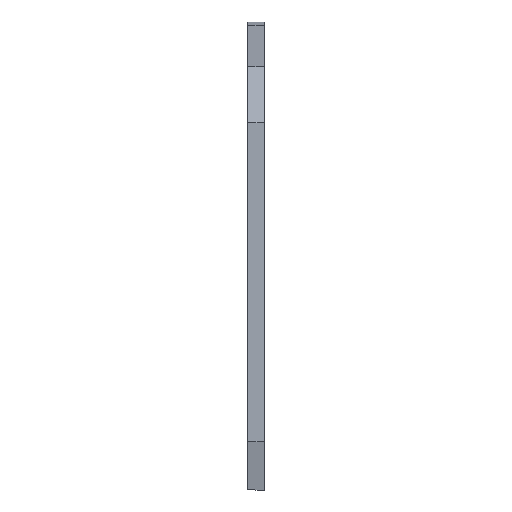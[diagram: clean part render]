
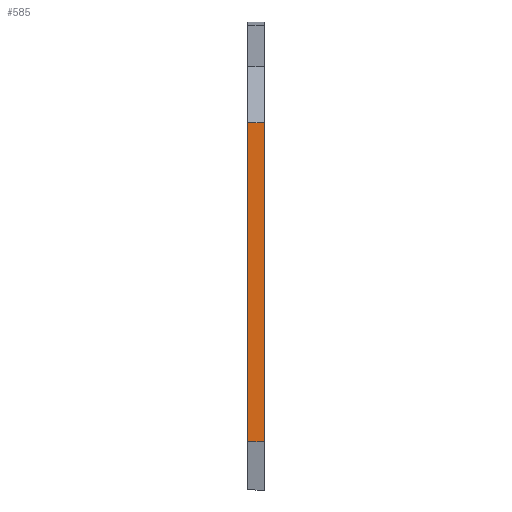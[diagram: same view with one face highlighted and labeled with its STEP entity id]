
A CAD part, left-side view. The second image highlights one B-rep face of the part: STEP entity #585.
In plain terms, the highlighted planar face has unit normal (-1, 0, 0).
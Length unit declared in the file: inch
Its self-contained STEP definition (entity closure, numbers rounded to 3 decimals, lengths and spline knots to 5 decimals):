
#47 = ORIENTED_EDGE ( 'NONE', *, *, #944, .T. ) ;
#50 = DIRECTION ( 'NONE',  ( -1., 0., 0. ) ) ;
#124 = CARTESIAN_POINT ( 'NONE',  ( -7.12869, -0.11811, -1.24803 ) ) ;
#192 = CARTESIAN_POINT ( 'NONE',  ( -7.12869, -0.11811, 1.0693 ) ) ;
#258 = VECTOR ( 'NONE', #1708, 39.37008 ) ;
#419 = CARTESIAN_POINT ( 'NONE',  ( -7.12869, -0.00001, -0.32279 ) ) ;
#437 = EDGE_CURVE ( 'NONE', #2010, #517, #794, .T. ) ;
#517 = VERTEX_POINT ( 'NONE', #855 ) ;
#527 = CARTESIAN_POINT ( 'NONE',  ( -7.12869, -0.11811, -0.31603 ) ) ;
#585 = ADVANCED_FACE ( 'NONE', ( #1407 ), #1179, .T. ) ;
#613 = CARTESIAN_POINT ( 'NONE',  ( -7.12869, -0.11811, -1.24803 ) ) ;
#686 = DIRECTION ( 'NONE',  ( 0., 0., 1. ) ) ;
#687 = LINE ( 'NONE', #192, #258 ) ;
#710 = AXIS2_PLACEMENT_3D ( 'NONE', #527, #50, #1014 ) ;
#794 = LINE ( 'NONE', #419, #838 ) ;
#804 = ORIENTED_EDGE ( 'NONE', *, *, #1322, .F. ) ;
#838 = VECTOR ( 'NONE', #1571, 39.37008 ) ;
#855 = CARTESIAN_POINT ( 'NONE',  ( -7.12869, -0.00001, 1.0693 ) ) ;
#860 = CARTESIAN_POINT ( 'NONE',  ( -7.12869, -0.11811, -0.31603 ) ) ;
#868 = CARTESIAN_POINT ( 'NONE',  ( -7.12869, -0.11811, 1.0693 ) ) ;
#944 = EDGE_CURVE ( 'NONE', #2010, #1519, #1891, .T. ) ;
#1001 = EDGE_LOOP ( 'NONE', ( #804, #1387, #47, #1552 ) ) ;
#1011 = VECTOR ( 'NONE', #686, 39.37008 ) ;
#1014 = DIRECTION ( 'NONE',  ( 0., 0., 1. ) ) ;
#1179 = PLANE ( 'NONE',  #710 ) ;
#1192 = CARTESIAN_POINT ( 'NONE',  ( -7.12869, -0.00001, -1.24803 ) ) ;
#1322 = EDGE_CURVE ( 'NONE', #517, #1866, #687, .T. ) ;
#1387 = ORIENTED_EDGE ( 'NONE', *, *, #437, .F. ) ;
#1407 = FACE_OUTER_BOUND ( 'NONE', #1001, .T. ) ;
#1455 = VECTOR ( 'NONE', #1741, 39.37008 ) ;
#1519 = VERTEX_POINT ( 'NONE', #613 ) ;
#1552 = ORIENTED_EDGE ( 'NONE', *, *, #1851, .T. ) ;
#1571 = DIRECTION ( 'NONE',  ( 0., 0., 1. ) ) ;
#1708 = DIRECTION ( 'NONE',  ( 0., -1., 0. ) ) ;
#1741 = DIRECTION ( 'NONE',  ( 0., -1., 0. ) ) ;
#1851 = EDGE_CURVE ( 'NONE', #1519, #1866, #1883, .T. ) ;
#1866 = VERTEX_POINT ( 'NONE', #868 ) ;
#1883 = LINE ( 'NONE', #860, #1011 ) ;
#1891 = LINE ( 'NONE', #124, #1455 ) ;
#2010 = VERTEX_POINT ( 'NONE', #1192 ) ;
